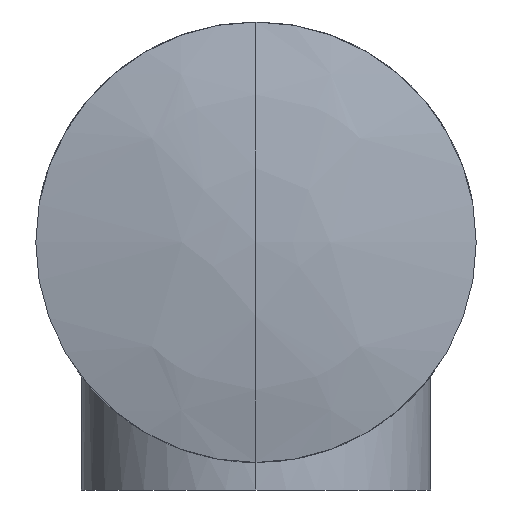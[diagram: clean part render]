
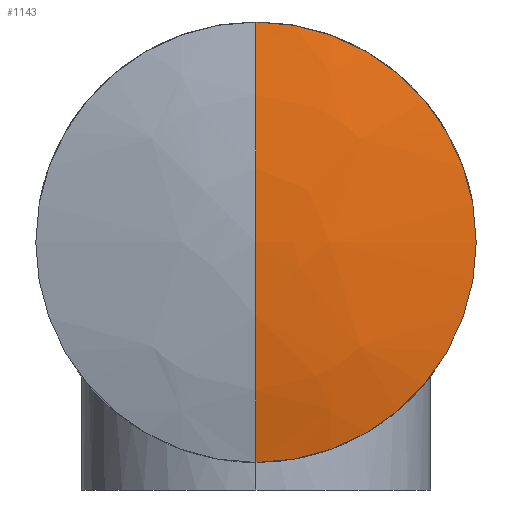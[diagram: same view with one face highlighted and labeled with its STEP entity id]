
A CAD part, left-side view. The second image highlights one B-rep face of the part: STEP entity #1143.
In plain terms, the highlighted free-form (B-spline) face has degree [2, 2] with [7, 9] control points.
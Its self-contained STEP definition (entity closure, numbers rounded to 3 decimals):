
#995=CARTESIAN_POINT('POINT52',(2.,
   0.,16.));
#996=VERTEX_POINT('VERTEX52',#995);
#1003=CARTESIAN_POINT('POINT53',(2.,
   0.,-16.));
#1004=VERTEX_POINT('VERTEX53',#1003);
#1005=CARTESIAN_POINT('POS79',(2.,0.,
   0.));
#1006=DIRECTION('DIR114',(-1.,0.,
   0.));
#1007=DIRECTION('DIR115',(0.,0.,
   -1.));
#1008=AXIS2_PLACEMENT_3D('AXIS36',#1005,#1006,#1007);
#1009=CIRCLE('ELLIPSE12',#1008,16.);
#1010=EDGE_CURVE('EDGE78',#1004,#996,#1009,.T.);
#1060=CARTESIAN_POINT('POINT54',(0.,
   0.,0.));
#1061=VERTEX_POINT('VERTEX54',#1060);
#1062=CARTESIAN_POINT('POS83',(64.,
   0.,-0.125));
#1063=DIRECTION('DIR120',(0.,-1.,
   0.));
#1064=DIRECTION('DIR121',(0.,0.,
   -1.));
#1065=AXIS2_PLACEMENT_3D('AXIS38',#1062,#1063,#1064);
#1066=CIRCLE('ELLIPSE13',#1065,64.);
#1067=EDGE_CURVE('EDGE82',#1061,#1004,#1066,.T.);
#1068=ORIENTED_EDGE('COEDGE161',*,*,#1067,.T.);
#1069=ORIENTED_EDGE('COEDGE162',*,*,#1010,.T.);
#1070=CARTESIAN_POINT('POS84',(64.,
   0.,0.125));
#1071=DIRECTION('DIR122',(0.,-1.,
   0.));
#1072=DIRECTION('DIR123',(0.,0.,
   1.));
#1073=AXIS2_PLACEMENT_3D('AXIS39',#1070,#1071,#1072);
#1074=CIRCLE('ELLIPSE14',#1073,64.);
#1075=EDGE_CURVE('EDGE83',#996,#1061,#1074,.T.);
#1076=ORIENTED_EDGE('COEDGE163',*,*,#1075,.T.);
#1077=EDGE_LOOP('NONE',(#1068,#1069,#1076));
#1078=FACE_BOUND('LOOP1',#1077,.T.);
#1079=(BOUNDED_SURFACE() B_SPLINE_SURFACE(2,2,((#1080,#1081,#1082,#1083,
   #1084,#1085,#1086,#1087,#1088),(#1089,#1090,#1091,#1092,#1093,#1094,
   #1095,#1096,#1097),(#1098,#1099,#1100,#1101,#1102,#1103,#1104,#1105,
   #1106),(#1107,#1108,#1109,#1110,#1111,#1112,#1113,#1114,#1115),(#1116
   ,#1117,#1118,#1119,#1120,#1121,#1122,#1123,#1124),(#1125,#1126,#1127,
   #1128,#1129,#1130,#1131,#1132,#1133),(#1134,#1135,#1136,#1137,#1138,
   #1139,#1140,#1141,#1142)),.UNSPECIFIED.,.F.,.T.,.U.) 
   B_SPLINE_SURFACE_WITH_KNOTS((3,2,2,3),(3,2,2,2,3),(
   1.569,2.617,3.666,
   4.714),(0.,1.571,
   3.142,4.712,6.283),
   .UNSPECIFIED.) GEOMETRIC_REPRESENTATION_ITEM() 
   RATIONAL_B_SPLINE_SURFACE(((1.,0.707,1.,
   0.707,1.,0.707,1.,
   0.707,1.),(0.866,
   0.612,0.866,0.612,
   0.866,0.612,0.866,
   0.612,0.866),(1.,
   0.707,1.,0.707,1.,
   0.707,1.,0.707,1.),(
   0.866,0.612,0.866,
   0.612,0.866,0.612,
   0.866,0.612,0.866),(
   1.,0.707,1.,0.707,
   1.,0.707,1.,0.707,
   1.),(0.866,0.612,
   0.866,0.612,0.866,
   0.612,0.866,0.612,
   0.866),(1.,0.707,1.,
   0.707,1.,0.707,1.,
   0.707,1.))) REPRESENTATION_ITEM('SPLINE_SURF2')
    SURFACE());
#1080=CARTESIAN_POINT('',(0.,0.,
   0.));
#1081=CARTESIAN_POINT('',(0.,0.,
   0.));
#1082=CARTESIAN_POINT('',(0.,0.,
   0.));
#1083=CARTESIAN_POINT('',(0.,0.,
   0.));
#1084=CARTESIAN_POINT('',(0.,0.,
   0.));
#1085=CARTESIAN_POINT('',(0.,0.,
   0.));
#1086=CARTESIAN_POINT('',(0.,0.,
   0.));
#1087=CARTESIAN_POINT('',(0.,0.,
   0.));
#1088=CARTESIAN_POINT('',(0.,0.,
   0.));
#1089=CARTESIAN_POINT('',(-0.072,0.,
   37.006));
#1090=CARTESIAN_POINT('',(-0.072,37.006,
   37.006));
#1091=CARTESIAN_POINT('',(-0.072,37.006,
   0.));
#1092=CARTESIAN_POINT('',(-0.072,37.006,
   -37.006));
#1093=CARTESIAN_POINT('',(-0.072,0.,
   -37.006));
#1094=CARTESIAN_POINT('',(-0.072,-37.006,
   -37.006));
#1095=CARTESIAN_POINT('',(-0.072,-37.006,
   0.));
#1096=CARTESIAN_POINT('',(-0.072,-37.006,
   37.006));
#1097=CARTESIAN_POINT('',(-0.072,0.,
   37.006));
#1098=CARTESIAN_POINT('',(31.964,0.,
   55.53));
#1099=CARTESIAN_POINT('',(31.964,55.53,
   55.53));
#1100=CARTESIAN_POINT('',(31.964,55.53,
   0.));
#1101=CARTESIAN_POINT('',(31.964,55.53,
   -55.53));
#1102=CARTESIAN_POINT('',(31.964,0.,
   -55.53));
#1103=CARTESIAN_POINT('',(31.964,-55.53,
   -55.53));
#1104=CARTESIAN_POINT('',(31.964,-55.53,
   0.));
#1105=CARTESIAN_POINT('',(31.964,-55.53,
   55.53));
#1106=CARTESIAN_POINT('',(31.964,0.,
   55.53));
#1107=CARTESIAN_POINT('',(64.,0.,
   74.054));
#1108=CARTESIAN_POINT('',(64.,74.054,
   74.054));
#1109=CARTESIAN_POINT('',(64.,74.054,
   0.));
#1110=CARTESIAN_POINT('',(64.,74.054,
   -74.054));
#1111=CARTESIAN_POINT('',(64.,0.,
   -74.054));
#1112=CARTESIAN_POINT('',(64.,-74.054,
   -74.054));
#1113=CARTESIAN_POINT('',(64.,-74.054,
   0.));
#1114=CARTESIAN_POINT('',(64.,-74.054,
   74.054));
#1115=CARTESIAN_POINT('',(64.,0.,
   74.054));
#1116=CARTESIAN_POINT('',(96.036,0.,
   55.53));
#1117=CARTESIAN_POINT('',(96.036,55.53,
   55.53));
#1118=CARTESIAN_POINT('',(96.036,55.53,
   0.));
#1119=CARTESIAN_POINT('',(96.036,55.53,
   -55.53));
#1120=CARTESIAN_POINT('',(96.036,0.,
   -55.53));
#1121=CARTESIAN_POINT('',(96.036,-55.53,
   -55.53));
#1122=CARTESIAN_POINT('',(96.036,-55.53,
   0.));
#1123=CARTESIAN_POINT('',(96.036,-55.53,
   55.53));
#1124=CARTESIAN_POINT('',(96.036,0.,
   55.53));
#1125=CARTESIAN_POINT('',(128.072,0.,
   37.006));
#1126=CARTESIAN_POINT('',(128.072,37.006,
   37.006));
#1127=CARTESIAN_POINT('',(128.072,37.006,
   0.));
#1128=CARTESIAN_POINT('',(128.072,37.006,
   -37.006));
#1129=CARTESIAN_POINT('',(128.072,0.,
   -37.006));
#1130=CARTESIAN_POINT('',(128.072,-37.006,
   -37.006));
#1131=CARTESIAN_POINT('',(128.072,-37.006,
   0.));
#1132=CARTESIAN_POINT('',(128.072,-37.006,
   37.006));
#1133=CARTESIAN_POINT('',(128.072,0.,
   37.006));
#1134=CARTESIAN_POINT('',(128.,0.,
   0.));
#1135=CARTESIAN_POINT('',(128.,0.,
   0.));
#1136=CARTESIAN_POINT('',(128.,0.,
   0.));
#1137=CARTESIAN_POINT('',(128.,0.,
   0.));
#1138=CARTESIAN_POINT('',(128.,0.,
   0.));
#1139=CARTESIAN_POINT('',(128.,0.,
   0.));
#1140=CARTESIAN_POINT('',(128.,0.,
   0.));
#1141=CARTESIAN_POINT('',(128.,0.,
   0.));
#1142=CARTESIAN_POINT('',(128.,0.,
   0.));
#1143=ADVANCED_FACE('FACE32',(#1078),#1079,.T.);
